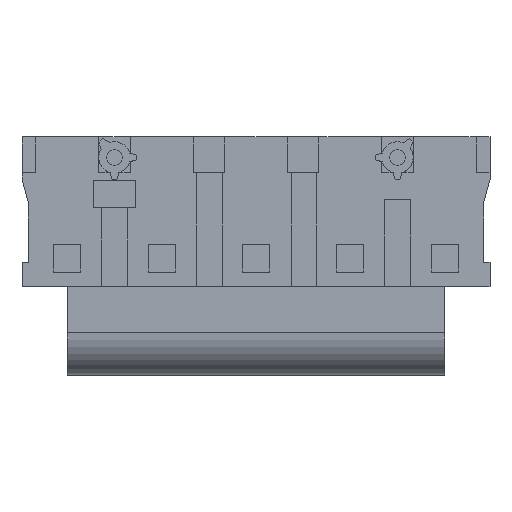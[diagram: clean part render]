
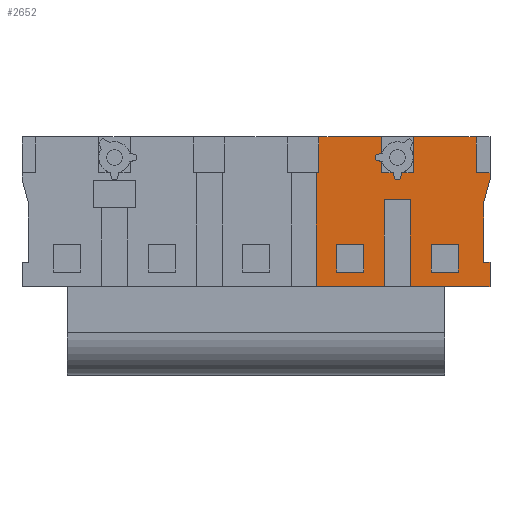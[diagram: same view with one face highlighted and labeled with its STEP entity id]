
A CAD part, front view. The second image highlights one B-rep face of the part: STEP entity #2652.
In plain terms, the highlighted planar face has unit normal (0, -1, 0).
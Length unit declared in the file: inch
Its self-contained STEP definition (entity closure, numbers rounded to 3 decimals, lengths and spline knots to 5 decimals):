
#201=DIRECTION('',(0.,0.,-1.));
#202=VECTOR('',#201,0.045);
#203=CARTESIAN_POINT('',(0.2895,-0.055,-0.05475));
#204=LINE('',#203,#202);
#205=DIRECTION('',(1.,0.,0.));
#206=VECTOR('',#205,0.045);
#207=CARTESIAN_POINT('',(0.2895,-0.055,-0.09975));
#208=LINE('',#207,#206);
#209=DIRECTION('',(0.,0.,-1.));
#210=VECTOR('',#209,0.045);
#211=CARTESIAN_POINT('',(0.3345,-0.055,-0.05475));
#212=LINE('',#211,#210);
#213=DIRECTION('',(1.,0.,0.));
#214=VECTOR('',#213,0.045);
#215=CARTESIAN_POINT('',(0.2895,-0.055,-0.05475));
#216=LINE('',#215,#214);
#217=DIRECTION('',(0.,0.,-1.));
#218=VECTOR('',#217,0.045);
#219=CARTESIAN_POINT('',(0.1335,-0.055,-0.05475));
#220=LINE('',#219,#218);
#221=DIRECTION('',(1.,0.,0.));
#222=VECTOR('',#221,0.045);
#223=CARTESIAN_POINT('',(0.1335,-0.055,-0.09975));
#224=LINE('',#223,#222);
#225=DIRECTION('',(0.,0.,-1.));
#226=VECTOR('',#225,0.045);
#227=CARTESIAN_POINT('',(0.1785,-0.055,-0.05475));
#228=LINE('',#227,#226);
#229=DIRECTION('',(1.,0.,0.));
#230=VECTOR('',#229,0.045);
#231=CARTESIAN_POINT('',(0.1335,-0.055,-0.05475));
#232=LINE('',#231,#230);
#305=DIRECTION('',(0.,0.,1.));
#306=VECTOR('',#305,0.1);
#307=CARTESIAN_POINT('',(0.377,-0.055,-0.08375));
#308=LINE('',#307,#306);
#309=DIRECTION('',(-1.,0.,0.));
#310=VECTOR('',#309,0.01);
#311=CARTESIAN_POINT('',(0.387,-0.055,-0.08375));
#312=LINE('',#311,#310);
#313=DIRECTION('',(1.,0.,0.));
#314=VECTOR('',#313,0.0565);
#315=CARTESIAN_POINT('',(0.2555,-0.055,-0.12375));
#316=LINE('',#315,#314);
#317=DIRECTION('',(0.,0.,1.));
#318=VECTOR('',#317,0.14375);
#319=CARTESIAN_POINT('',(0.2555,-0.055,-0.12375));
#320=LINE('',#319,#318);
#321=DIRECTION('',(-1.,0.,0.));
#322=VECTOR('',#321,0.043);
#323=CARTESIAN_POINT('',(0.2555,-0.055,0.02));
#324=LINE('',#323,#322);
#325=DIRECTION('',(0.,0.,1.));
#326=VECTOR('',#325,0.14375);
#327=CARTESIAN_POINT('',(0.2125,-0.055,-0.12375));
#328=LINE('',#327,#326);
#329=DIRECTION('',(1.,0.,0.));
#330=VECTOR('',#329,0.1125);
#331=CARTESIAN_POINT('',(0.1,-0.055,-0.12375));
#332=LINE('',#331,#330);
#333=DIRECTION('',(0.,0.,1.));
#334=VECTOR('',#333,0.1885);
#335=CARTESIAN_POINT('',(0.1,-0.055,-0.12375));
#336=LINE('',#335,#334);
#337=DIRECTION('',(1.,0.,0.));
#338=VECTOR('',#337,0.004);
#339=CARTESIAN_POINT('',(0.1,-0.055,0.06475));
#340=LINE('',#339,#338);
#341=DIRECTION('',(0.,0.,-1.));
#342=VECTOR('',#341,0.059);
#343=CARTESIAN_POINT('',(0.208,-0.055,0.12375));
#344=LINE('',#343,#342);
#345=DIRECTION('',(1.,0.,0.));
#346=VECTOR('',#345,0.052);
#347=CARTESIAN_POINT('',(0.208,-0.055,0.06475));
#348=LINE('',#347,#346);
#349=DIRECTION('',(0.,0.,-1.));
#350=VECTOR('',#349,0.059);
#351=CARTESIAN_POINT('',(0.364,-0.055,0.12375));
#352=LINE('',#351,#350);
#353=DIRECTION('',(1.,0.,0.));
#354=VECTOR('',#353,0.023);
#355=CARTESIAN_POINT('',(0.364,-0.055,0.06475));
#356=LINE('',#355,#354);
#357=DIRECTION('',(0.259,0.,0.966));
#358=VECTOR('',#357,0.03864);
#359=CARTESIAN_POINT('',(0.377,-0.055,0.01625));
#360=LINE('',#359,#358);
#853=DIRECTION('',(-1.,0.,0.));
#854=VECTOR('',#853,0.104);
#855=CARTESIAN_POINT('',(0.364,-0.055,0.12375));
#856=LINE('',#855,#854);
#865=DIRECTION('',(-1.,0.,0.));
#866=VECTOR('',#865,0.104);
#867=CARTESIAN_POINT('',(0.208,-0.055,0.12375));
#868=LINE('',#867,#866);
#1097=DIRECTION('',(0.,0.,-1.));
#1098=VECTOR('',#1097,0.01118);
#1099=CARTESIAN_POINT('',(0.387,-0.055,0.06475));
#1100=LINE('',#1099,#1098);
#1145=DIRECTION('',(0.,0.,-1.));
#1146=VECTOR('',#1145,0.04);
#1147=CARTESIAN_POINT('',(0.387,-0.055,-0.08375));
#1148=LINE('',#1147,#1146);
#1177=DIRECTION('',(1.,0.,0.));
#1178=VECTOR('',#1177,0.075);
#1179=CARTESIAN_POINT('',(0.312,-0.055,-0.12375));
#1180=LINE('',#1179,#1178);
#1363=DIRECTION('',(0.,0.,-1.));
#1364=VECTOR('',#1363,0.059);
#1365=CARTESIAN_POINT('',(0.104,-0.055,0.12375));
#1366=LINE('',#1365,#1364);
#1516=DIRECTION('',(0.,0.,-1.));
#1517=VECTOR('',#1516,0.059);
#1518=CARTESIAN_POINT('',(0.26,-0.055,0.12375));
#1519=LINE('',#1518,#1517);
#1821=CARTESIAN_POINT('',(0.387,-0.055,-0.12375));
#1823=VERTEX_POINT('',#1821);
#1839=CARTESIAN_POINT('',(0.387,-0.055,0.06475));
#1840=VERTEX_POINT('',#1839);
#1842=CARTESIAN_POINT('',(0.26,-0.055,0.12375));
#1844=VERTEX_POINT('',#1842);
#1846=CARTESIAN_POINT('',(0.364,-0.055,0.12375));
#1848=VERTEX_POINT('',#1846);
#1852=CARTESIAN_POINT('',(0.26,-0.055,0.06475));
#1854=VERTEX_POINT('',#1852);
#1855=CARTESIAN_POINT('',(0.364,-0.055,0.06475));
#1856=VERTEX_POINT('',#1855);
#1858=CARTESIAN_POINT('',(0.104,-0.055,0.12375));
#1860=VERTEX_POINT('',#1858);
#1862=CARTESIAN_POINT('',(0.208,-0.055,0.12375));
#1864=VERTEX_POINT('',#1862);
#1867=CARTESIAN_POINT('',(0.104,-0.055,0.06475));
#1868=VERTEX_POINT('',#1867);
#1870=CARTESIAN_POINT('',(0.208,-0.055,0.06475));
#1872=VERTEX_POINT('',#1870);
#1973=CARTESIAN_POINT('',(0.312,-0.055,-0.12375));
#1975=VERTEX_POINT('',#1973);
#1997=CARTESIAN_POINT('',(0.2895,-0.055,-0.05475));
#1998=CARTESIAN_POINT('',(0.2895,-0.055,-0.09975));
#1999=VERTEX_POINT('',#1997);
#2000=VERTEX_POINT('',#1998);
#2001=CARTESIAN_POINT('',(0.3345,-0.055,-0.05475));
#2002=CARTESIAN_POINT('',(0.3345,-0.055,-0.09975));
#2003=VERTEX_POINT('',#2001);
#2004=VERTEX_POINT('',#2002);
#2145=CARTESIAN_POINT('',(0.2125,-0.055,-0.12375));
#2146=CARTESIAN_POINT('',(0.2125,-0.055,0.02));
#2147=VERTEX_POINT('',#2145);
#2148=VERTEX_POINT('',#2146);
#2149=CARTESIAN_POINT('',(0.2555,-0.055,-0.12375));
#2150=CARTESIAN_POINT('',(0.2555,-0.055,0.02));
#2151=VERTEX_POINT('',#2149);
#2152=VERTEX_POINT('',#2150);
#2169=CARTESIAN_POINT('',(0.1335,-0.055,-0.05475));
#2170=CARTESIAN_POINT('',(0.1335,-0.055,-0.09975));
#2171=VERTEX_POINT('',#2169);
#2172=VERTEX_POINT('',#2170);
#2173=CARTESIAN_POINT('',(0.1785,-0.055,-0.05475));
#2174=CARTESIAN_POINT('',(0.1785,-0.055,-0.09975));
#2175=VERTEX_POINT('',#2173);
#2176=VERTEX_POINT('',#2174);
#2301=CARTESIAN_POINT('',(0.1,-0.055,-0.12375));
#2302=CARTESIAN_POINT('',(0.1,-0.055,0.06475));
#2303=VERTEX_POINT('',#2301);
#2304=VERTEX_POINT('',#2302);
#2345=CARTESIAN_POINT('',(0.387,-0.055,0.05357));
#2347=VERTEX_POINT('',#2345);
#2349=CARTESIAN_POINT('',(0.387,-0.055,-0.08375));
#2351=VERTEX_POINT('',#2349);
#2353=CARTESIAN_POINT('',(0.377,-0.055,-0.08375));
#2354=CARTESIAN_POINT('',(0.377,-0.055,0.01625));
#2355=VERTEX_POINT('',#2353);
#2356=VERTEX_POINT('',#2354);
#2584=CARTESIAN_POINT('',(-0.387,-0.055,0.06475));
#2585=DIRECTION('',(0.,-1.,0.));
#2586=DIRECTION('',(0.,0.,-1.));
#2587=AXIS2_PLACEMENT_3D('',#2584,#2585,#2586);
#2588=PLANE('',#2587);
#2590=ORIENTED_EDGE('',*,*,#2589,.F.);
#2592=ORIENTED_EDGE('',*,*,#2591,.F.);
#2594=ORIENTED_EDGE('',*,*,#2593,.T.);
#2596=ORIENTED_EDGE('',*,*,#2595,.F.);
#2598=ORIENTED_EDGE('',*,*,#2597,.F.);
#2600=ORIENTED_EDGE('',*,*,#2599,.T.);
#2602=ORIENTED_EDGE('',*,*,#2601,.T.);
#2604=ORIENTED_EDGE('',*,*,#2603,.F.);
#2606=ORIENTED_EDGE('',*,*,#2605,.F.);
#2608=ORIENTED_EDGE('',*,*,#2607,.T.);
#2610=ORIENTED_EDGE('',*,*,#2609,.T.);
#2612=ORIENTED_EDGE('',*,*,#2611,.F.);
#2614=ORIENTED_EDGE('',*,*,#2613,.F.);
#2616=ORIENTED_EDGE('',*,*,#2615,.T.);
#2618=ORIENTED_EDGE('',*,*,#2617,.T.);
#2620=ORIENTED_EDGE('',*,*,#2619,.F.);
#2622=ORIENTED_EDGE('',*,*,#2621,.F.);
#2624=ORIENTED_EDGE('',*,*,#2623,.T.);
#2626=ORIENTED_EDGE('',*,*,#2625,.T.);
#2628=ORIENTED_EDGE('',*,*,#2627,.T.);
#2630=ORIENTED_EDGE('',*,*,#2629,.F.);
#2631=EDGE_LOOP('',(#2590,#2592,#2594,#2596,#2598,#2600,#2602,#2604,#2606,#2608,
#2610,#2612,#2614,#2616,#2618,#2620,#2622,#2624,#2626,#2628,#2630));
#2632=FACE_OUTER_BOUND('',#2631,.F.);
#2633=ORIENTED_EDGE('',*,*,#2524,.T.);
#2635=ORIENTED_EDGE('',*,*,#2634,.T.);
#2637=ORIENTED_EDGE('',*,*,#2636,.F.);
#2639=ORIENTED_EDGE('',*,*,#2638,.F.);
#2640=EDGE_LOOP('',(#2633,#2635,#2637,#2639));
#2641=FACE_BOUND('',#2640,.F.);
#2643=ORIENTED_EDGE('',*,*,#2642,.T.);
#2645=ORIENTED_EDGE('',*,*,#2644,.T.);
#2647=ORIENTED_EDGE('',*,*,#2646,.F.);
#2649=ORIENTED_EDGE('',*,*,#2648,.F.);
#2650=EDGE_LOOP('',(#2643,#2645,#2647,#2649));
#2651=FACE_BOUND('',#2650,.F.);
#2652=ADVANCED_FACE('',(#2632,#2641,#2651),#2588,.T.);
#2524=EDGE_CURVE('',#1999,#2000,#204,.T.);
#2589=EDGE_CURVE('',#2355,#2356,#308,.T.);
#2591=EDGE_CURVE('',#2351,#2355,#312,.T.);
#2593=EDGE_CURVE('',#2351,#1823,#1148,.T.);
#2595=EDGE_CURVE('',#1975,#1823,#1180,.T.);
#2597=EDGE_CURVE('',#2151,#1975,#316,.T.);
#2599=EDGE_CURVE('',#2151,#2152,#320,.T.);
#2601=EDGE_CURVE('',#2152,#2148,#324,.T.);
#2603=EDGE_CURVE('',#2147,#2148,#328,.T.);
#2605=EDGE_CURVE('',#2303,#2147,#332,.T.);
#2607=EDGE_CURVE('',#2303,#2304,#336,.T.);
#2609=EDGE_CURVE('',#2304,#1868,#340,.T.);
#2611=EDGE_CURVE('',#1860,#1868,#1366,.T.);
#2613=EDGE_CURVE('',#1864,#1860,#868,.T.);
#2615=EDGE_CURVE('',#1864,#1872,#344,.T.);
#2617=EDGE_CURVE('',#1872,#1854,#348,.T.);
#2619=EDGE_CURVE('',#1844,#1854,#1519,.T.);
#2621=EDGE_CURVE('',#1848,#1844,#856,.T.);
#2623=EDGE_CURVE('',#1848,#1856,#352,.T.);
#2625=EDGE_CURVE('',#1856,#1840,#356,.T.);
#2627=EDGE_CURVE('',#1840,#2347,#1100,.T.);
#2629=EDGE_CURVE('',#2356,#2347,#360,.T.);
#2634=EDGE_CURVE('',#2000,#2004,#208,.T.);
#2636=EDGE_CURVE('',#2003,#2004,#212,.T.);
#2638=EDGE_CURVE('',#1999,#2003,#216,.T.);
#2642=EDGE_CURVE('',#2171,#2172,#220,.T.);
#2644=EDGE_CURVE('',#2172,#2176,#224,.T.);
#2646=EDGE_CURVE('',#2175,#2176,#228,.T.);
#2648=EDGE_CURVE('',#2171,#2175,#232,.T.);
